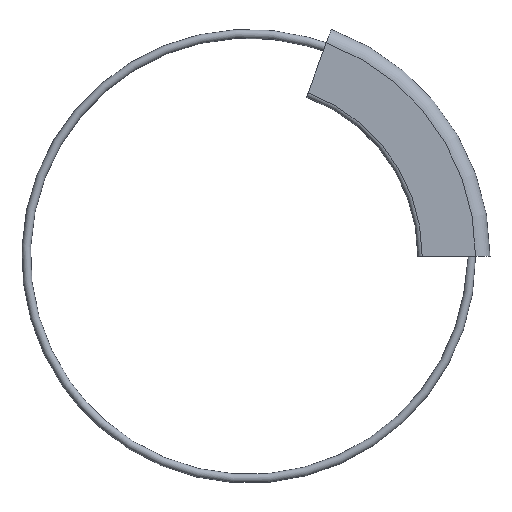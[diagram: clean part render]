
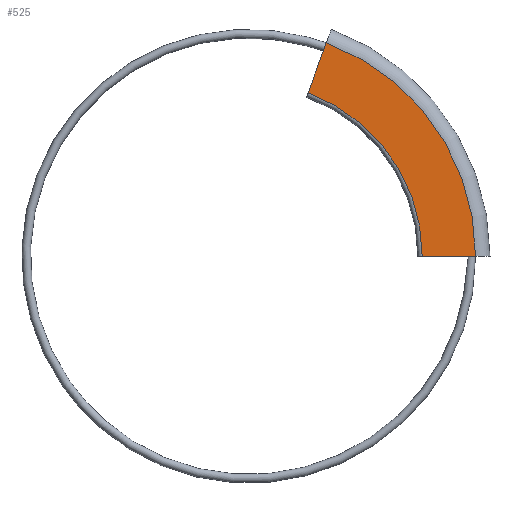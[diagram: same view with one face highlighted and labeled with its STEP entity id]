
A CAD part, top view. The second image highlights one B-rep face of the part: STEP entity #525.
In plain terms, the highlighted planar face has unit normal (0, 0, 1).
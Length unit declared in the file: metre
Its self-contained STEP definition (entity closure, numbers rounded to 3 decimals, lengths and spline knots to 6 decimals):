
#40 = CARTESIAN_POINT('NONE', (0.1574, 0, 0.015));
#41 = VERTEX_POINT('NONE', #40);
#42 = CARTESIAN_POINT('NONE', (0.053834, 0.147908, 0.015));
#43 = VERTEX_POINT('NONE', #42);
#44 = CARTESIAN_POINT('NONE', (0.1204, 0, 0.015));
#45 = VERTEX_POINT('NONE', #44);
#46 = CARTESIAN_POINT('NONE', (0.041179, 0.113139, 0.015));
#47 = VERTEX_POINT('NONE', #46);
#202 = DIRECTION('NONE', (1, 0., 0.));
#203 = DIRECTION('NONE', (0., 0., 1));
#204 = CARTESIAN_POINT('NONE', (0., 0., 0.015));
#205 = AXIS2_PLACEMENT_3D('NONE', #204, #203, #202);
#206 = CIRCLE('NONE', #205, 0.1574);
#212 = DIRECTION('NONE', (-1, 0, 0));
#213 = VECTOR('NONE', #212, 1);
#214 = CARTESIAN_POINT('NONE', (0.1574, 0, 0.015));
#215 = LINE('NONE', #214, #213);
#216 = DIRECTION('NONE', (1, 0., 0.));
#217 = DIRECTION('NONE', (0., 0., 1));
#218 = CARTESIAN_POINT('NONE', (0., 0., 0.015));
#219 = AXIS2_PLACEMENT_3D('NONE', #218, #217, #216);
#220 = CIRCLE('NONE', #219, 0.1204);
#221 = DIRECTION('NONE', (0.342, 0.94, 0));
#222 = VECTOR('NONE', #221, 1);
#223 = CARTESIAN_POINT('NONE', (0.041179, 0.113139, 0.015));
#224 = LINE('NONE', #223, #222);
#337 = EDGE_CURVE('NONE', #41, #43, #206, .T.);
#339 = EDGE_CURVE('NONE', #41, #45, #215, .T.);
#340 = EDGE_CURVE('NONE', #45, #47, #220, .T.);
#341 = EDGE_CURVE('NONE', #47, #43, #224, .T.);
#408 = CARTESIAN_POINT('NONE', (0.11378, 0.07967, 0.015));
#409 = DIRECTION('NONE', (0, 0, -1));
#410 = AXIS2_PLACEMENT_3D('NONE', #408, #409, $);
#411 = PLANE('NONE', #410);
#519 = ORIENTED_EDGE('NONE', *, *, #337, .F.);
#520 = ORIENTED_EDGE('NONE', *, *, #339, .T.);
#521 = ORIENTED_EDGE('NONE', *, *, #340, .T.);
#522 = ORIENTED_EDGE('NONE', *, *, #341, .T.);
#523 = EDGE_LOOP('NONE', (#519, #520, #521, #522));
#524 = FACE_BOUND('NONE', #523, .T.);
#525 = ADVANCED_FACE('NONE', (#524), #411, .F.);
